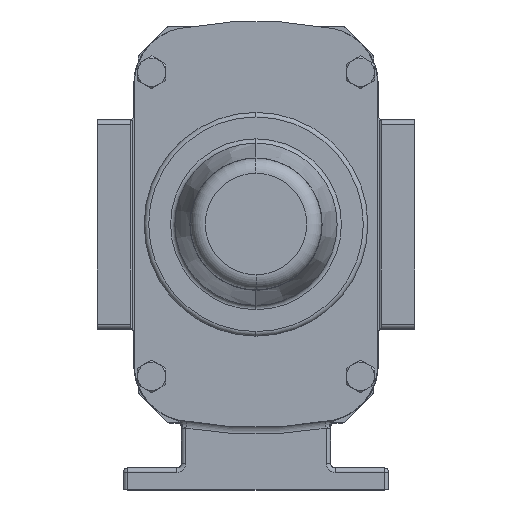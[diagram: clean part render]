
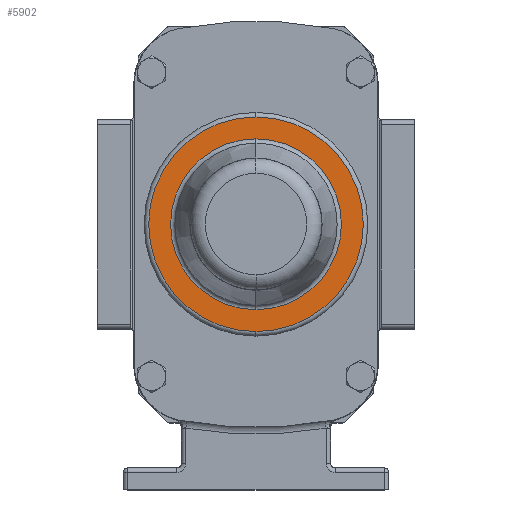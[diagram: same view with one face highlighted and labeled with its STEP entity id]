
A CAD part, top view. The second image highlights one B-rep face of the part: STEP entity #5902.
In plain terms, the highlighted planar face has unit normal (0, 0, 1).
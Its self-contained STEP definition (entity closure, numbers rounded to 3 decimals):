
#275 = CARTESIAN_POINT ( 'NONE',  ( 0., 0., 137.75 ) ) ;
#443 = EDGE_CURVE ( 'Defeatured_1_148+Defeatured_1_147+Defeatured_1_147+Defeatured_1_147', #12489, #22107, #28790, .T. ) ;
#702 = ORIENTED_EDGE ( 'NONE', *, *, #5280, .T. ) ;
#1464 = AXIS2_PLACEMENT_3D ( 'NONE', #8368, #1982, #35574 ) ;
#1707 = DIRECTION ( 'NONE',  ( 0., 0., 1. ) ) ;
#1982 = DIRECTION ( 'NONE',  ( 0., 0., 1. ) ) ;
#3104 = CARTESIAN_POINT ( 'NONE',  ( 0., -57.302, 137.75 ) ) ;
#3771 = FACE_OUTER_BOUND ( 'NONE', #28957, .T. ) ;
#3961 = FACE_BOUND ( 'NONE', #32842, .T. ) ;
#4182 = CIRCLE ( 'NONE', #31446, 72. ) ;
#4561 = CARTESIAN_POINT ( 'NONE',  ( -57.302, 0., 137.75 ) ) ;
#5280 = EDGE_CURVE ( 'Defeatured_1_147+Defeatured_1_146+Defeatured_1_146+Defeatured_1_146', #6812, #34271, #4182, .T. ) ;
#5902 = ADVANCED_FACE ( 'Defeatured_1_147', ( #3961, #3771 ), #25630, .F. ) ;
#6812 = VERTEX_POINT ( 'NONE', #28044 ) ;
#8368 = CARTESIAN_POINT ( 'NONE',  ( 0., 0., 137.75 ) ) ;
#8880 = AXIS2_PLACEMENT_3D ( 'NONE', #4561, #28037, #16522 ) ;
#9450 = DIRECTION ( 'NONE',  ( 0., 1., 0. ) ) ;
#11127 = CARTESIAN_POINT ( 'NONE',  ( 0., 57.302, 137.75 ) ) ;
#12489 = VERTEX_POINT ( 'NONE', #11127 ) ;
#13490 = CIRCLE ( 'NONE', #18567, 72. ) ;
#16522 = DIRECTION ( 'NONE',  ( 0., -1., 0. ) ) ;
#18121 = CARTESIAN_POINT ( 'NONE',  ( 0., 0., 137.75 ) ) ;
#18508 = DIRECTION ( 'NONE',  ( 0., 1., 0. ) ) ;
#18567 = AXIS2_PLACEMENT_3D ( 'NONE', #20929, #29436, #26489 ) ;
#19422 = ORIENTED_EDGE ( 'NONE', *, *, #31669, .F. ) ;
#20929 = CARTESIAN_POINT ( 'NONE',  ( 0., 0., 137.75 ) ) ;
#21597 = AXIS2_PLACEMENT_3D ( 'NONE', #18121, #1707, #18508 ) ;
#22107 = VERTEX_POINT ( 'NONE', #3104 ) ;
#24285 = ORIENTED_EDGE ( 'NONE', *, *, #443, .F. ) ;
#25630 = PLANE ( 'NONE',  #8880 ) ;
#26489 = DIRECTION ( 'NONE',  ( 0., 1., 0. ) ) ;
#28037 = DIRECTION ( 'NONE',  ( 0., 0., -1. ) ) ;
#28044 = CARTESIAN_POINT ( 'NONE',  ( 0., -72., 137.75 ) ) ;
#28132 = DIRECTION ( 'NONE',  ( 0., 0., 1. ) ) ;
#28790 = CIRCLE ( 'NONE', #1464, 57.302 ) ;
#28957 = EDGE_LOOP ( 'NONE', ( #38461, #702 ) ) ;
#29436 = DIRECTION ( 'NONE',  ( 0., 0., 1. ) ) ;
#31446 = AXIS2_PLACEMENT_3D ( 'NONE', #275, #28132, #9450 ) ;
#31669 = EDGE_CURVE ( 'Defeatured_1_148+Defeatured_1_147+Defeatured_1_147+Defeatured_1_147', #22107, #12489, #34878, .T. ) ;
#32842 = EDGE_LOOP ( 'NONE', ( #24285, #19422 ) ) ;
#33678 = EDGE_CURVE ( 'Defeatured_1_147+Defeatured_1_146+Defeatured_1_146+Defeatured_1_146', #34271, #6812, #13490, .T. ) ;
#34271 = VERTEX_POINT ( 'NONE', #36817 ) ;
#34878 = CIRCLE ( 'NONE', #21597, 57.302 ) ;
#35574 = DIRECTION ( 'NONE',  ( 0., 1., 0. ) ) ;
#36817 = CARTESIAN_POINT ( 'NONE',  ( 0., 72., 137.75 ) ) ;
#38461 = ORIENTED_EDGE ( 'NONE', *, *, #33678, .T. ) ;
